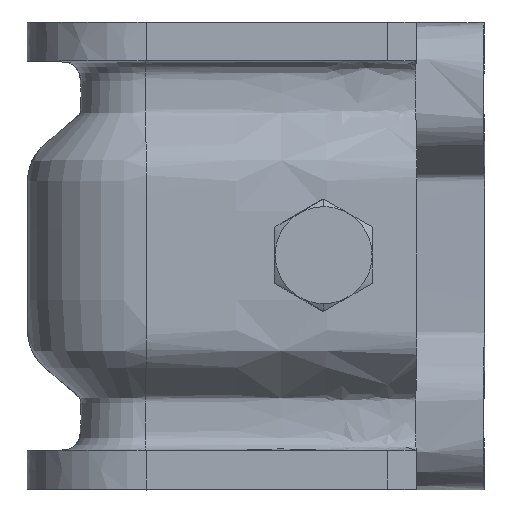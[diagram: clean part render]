
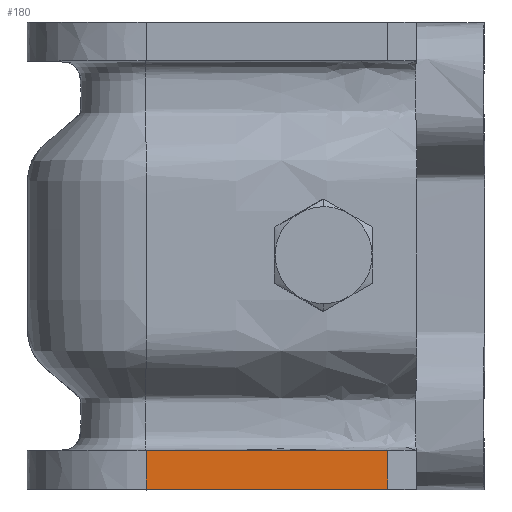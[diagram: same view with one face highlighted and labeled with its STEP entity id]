
A CAD part, top view. The second image highlights one B-rep face of the part: STEP entity #180.
In plain terms, the highlighted free-form (B-spline) face has degree [2, 3] with [3, 4] control points.
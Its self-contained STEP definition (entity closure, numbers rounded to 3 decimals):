
#69=(
BOUNDED_CURVE()
B_SPLINE_CURVE(2,(#5345,#5346,#5347),.UNSPECIFIED.,.F.,.F.)
B_SPLINE_CURVE_WITH_KNOTS((3,3),(70.361,74.361),
 .UNSPECIFIED.)
CURVE()
GEOMETRIC_REPRESENTATION_ITEM()
RATIONAL_B_SPLINE_CURVE((1.,1.,1.))
REPRESENTATION_ITEM('')
);
#80=(
BOUNDED_CURVE()
B_SPLINE_CURVE(3,(#5624,#5625,#5626,#5627),.UNSPECIFIED.,.F.,.F.)
B_SPLINE_CURVE_WITH_KNOTS((4,4),(3.,27.788),
 .UNSPECIFIED.)
CURVE()
GEOMETRIC_REPRESENTATION_ITEM()
RATIONAL_B_SPLINE_CURVE((1.,1.,1.,1.))
REPRESENTATION_ITEM('')
);
#81=(
BOUNDED_CURVE()
B_SPLINE_CURVE(3,(#5628,#5629,#5630,#5631),.UNSPECIFIED.,.F.,.F.)
B_SPLINE_CURVE_WITH_KNOTS((4,4),(3.,27.788),
 .UNSPECIFIED.)
CURVE()
GEOMETRIC_REPRESENTATION_ITEM()
RATIONAL_B_SPLINE_CURVE((1.,1.,1.,1.))
REPRESENTATION_ITEM('')
);
#114=(
BOUNDED_SURFACE()
B_SPLINE_SURFACE(2,3,((#3823,#3824,#3825,#3826),(#3827,#3828,#3829,#3830),
(#3831,#3832,#3833,#3834)),.UNSPECIFIED.,.F.,.F.,.F.)
B_SPLINE_SURFACE_WITH_KNOTS((3,3),(4,4),(70.361,74.361),
(0.,27.788),.UNSPECIFIED.)
GEOMETRIC_REPRESENTATION_ITEM()
RATIONAL_B_SPLINE_SURFACE(((1.,1.,1.,1.),(1.,1.,
1.,1.),(1.,1.,1.,1.)))
REPRESENTATION_ITEM('')
SURFACE()
);
#180=ADVANCED_FACE('',(#240),#114,.T.);
#240=FACE_OUTER_BOUND('',#306,.T.);
#306=EDGE_LOOP('',(#531,#532,#533,#534));
#531=ORIENTED_EDGE('',*,*,#696,.T.);
#532=ORIENTED_EDGE('',*,*,#684,.F.);
#533=ORIENTED_EDGE('',*,*,#695,.F.);
#534=ORIENTED_EDGE('',*,*,#713,.F.);
#684=EDGE_CURVE('',#855,#854,#69,.T.);
#695=EDGE_CURVE('',#866,#855,#80,.T.);
#696=EDGE_CURVE('',#867,#854,#81,.T.);
#713=EDGE_CURVE('',#867,#866,#785,.T.);
#785=B_SPLINE_CURVE_WITH_KNOTS('',1,(#5754,#5755),.UNSPECIFIED.,.F.,.F.,
(2,2),(0.,4.),.UNSPECIFIED.);
#854=VERTEX_POINT('',#4968);
#855=VERTEX_POINT('',#4969);
#866=VERTEX_POINT('',#4980);
#867=VERTEX_POINT('',#4981);
#3823=CARTESIAN_POINT('',(-6.999,-24.,44.534));
#3824=CARTESIAN_POINT('',(-16.26,-24.,44.696));
#3825=CARTESIAN_POINT('',(-25.522,-24.,44.851));
#3826=CARTESIAN_POINT('',(-34.783,-24.,45.013));
#3827=CARTESIAN_POINT('',(-6.999,-22.,44.534));
#3828=CARTESIAN_POINT('',(-16.26,-22.,44.696));
#3829=CARTESIAN_POINT('',(-25.522,-22.,44.851));
#3830=CARTESIAN_POINT('',(-34.783,-22.,45.013));
#3831=CARTESIAN_POINT('',(-6.999,-20.,44.534));
#3832=CARTESIAN_POINT('',(-16.26,-20.,44.696));
#3833=CARTESIAN_POINT('',(-25.522,-20.,44.851));
#3834=CARTESIAN_POINT('',(-34.783,-20.,45.013));
#4968=CARTESIAN_POINT('',(-34.783,-20.,45.013));
#4969=CARTESIAN_POINT('',(-34.783,-24.,45.013));
#4980=CARTESIAN_POINT('',(-9.999,-24.,44.586));
#4981=CARTESIAN_POINT('',(-9.999,-20.,44.586));
#5345=CARTESIAN_POINT('',(-34.783,-24.,45.013));
#5346=CARTESIAN_POINT('',(-34.783,-22.,45.013));
#5347=CARTESIAN_POINT('',(-34.783,-20.,45.013));
#5624=CARTESIAN_POINT('',(-9.999,-24.,44.586));
#5625=CARTESIAN_POINT('',(-18.26,-24.,44.729));
#5626=CARTESIAN_POINT('',(-26.522,-24.,44.869));
#5627=CARTESIAN_POINT('',(-34.783,-24.,45.013));
#5628=CARTESIAN_POINT('',(-9.999,-20.,44.586));
#5629=CARTESIAN_POINT('',(-18.26,-20.,44.729));
#5630=CARTESIAN_POINT('',(-26.522,-20.,44.869));
#5631=CARTESIAN_POINT('',(-34.783,-20.,45.013));
#5754=CARTESIAN_POINT('',(-9.999,-20.,44.586));
#5755=CARTESIAN_POINT('',(-9.999,-24.,44.586));
